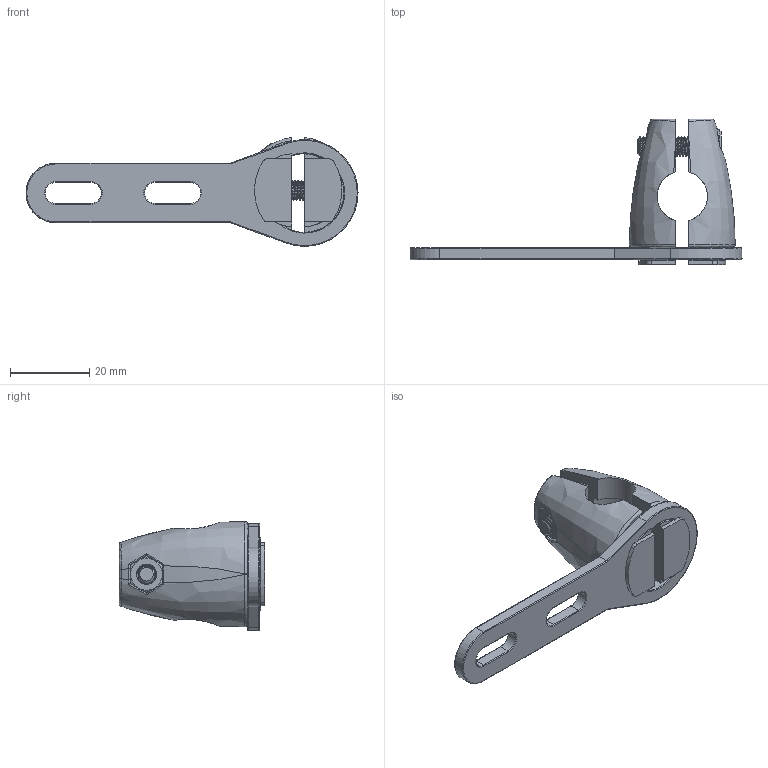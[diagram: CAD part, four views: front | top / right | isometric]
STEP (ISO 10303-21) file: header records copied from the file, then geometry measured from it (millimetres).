
FILE_DESCRIPTION((''),'2;1');
FILE_NAME('1043163_BRACKET_ASM','2011-02-23T',('dburns'),(''),'PRO/ENGINEER BY PARAMETRIC TECHNOLOGY CORPORATION, 2007390','PRO/ENGINEER BY PARAMETRIC TECHNOLOGY CORPORATION, 2007390','');
FILE_SCHEMA(('CONFIG_CONTROL_DESIGN'));
Length unit declared in the file: inch
Products named in the file (1): 1043163_BRACKET_ASM
Bounding box: 83.55 x 36.7 x 27.38 mm (x, y, z)
Volume: 13450.3 mm3; surface area: 8399.3 mm2
Topology: 1 solids, 1 shells, 324 faces, 896 edges, 568 vertices
Faces by surface type: cylinder 158, plane 69, cone 53, torus 22, bspline 22
Entity records: 17395 total; most frequent: CARTESIAN_POINT 9828, ORIENTED_EDGE 1792, DIRECTION 1283, EDGE_CURVE 896, VERTEX_POINT 568, AXIS2_PLACEMENT_3D 507, B_SPLINE_CURVE_WITH_KNOTS 422, EDGE_LOOP 340
